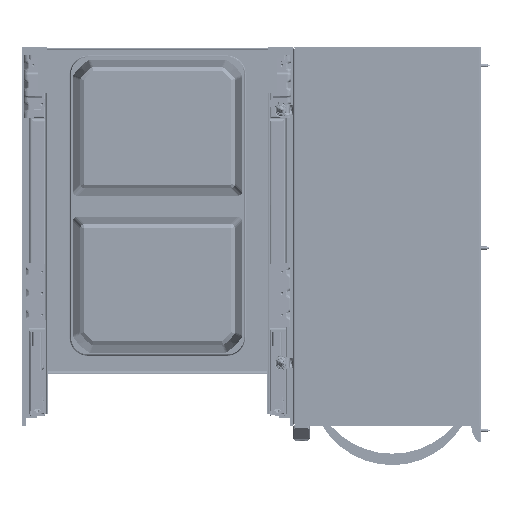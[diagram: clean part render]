
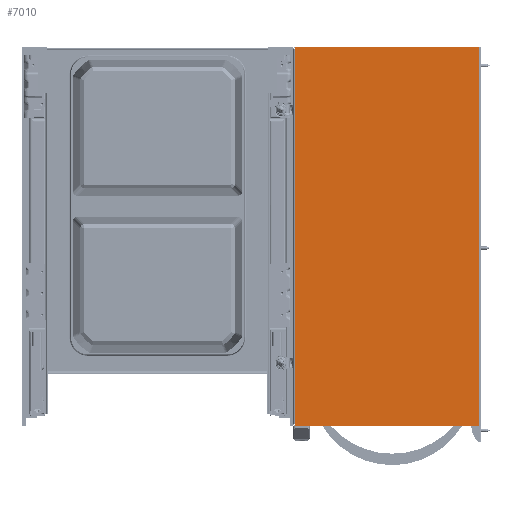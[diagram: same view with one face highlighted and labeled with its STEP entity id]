
A CAD part, front view. The second image highlights one B-rep face of the part: STEP entity #7010.
In plain terms, the highlighted planar face has unit normal (0, -1, 0).
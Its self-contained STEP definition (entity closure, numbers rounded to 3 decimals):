
#7010=ADVANCED_FACE('288',(#19459),#19460,.F.);
#9526=EDGE_CURVE('23031',#22881,#22875,#22884,.T.);
#9530=EDGE_CURVE('23037',#22888,#22889,#22890,.T.);
#9532=EDGE_CURVE('23027',#22892,#22889,#22893,.T.);
#9534=EDGE_CURVE('23039',#22892,#22875,#22895,.T.);
#9536=EDGE_CURVE('23038',#22897,#22881,#22898,.T.);
#9538=EDGE_CURVE('20138',#22888,#22897,#22900,.T.);
#19459=FACE_OUTER_BOUND('',#41043,.T.);
#19460=PLANE('',#41044);
#22875=VERTEX_POINT('',#45979);
#22881=VERTEX_POINT('',#45988);
#22884=CIRCLE('',#45993,2.0);
#22888=VERTEX_POINT('',#45999);
#22889=VERTEX_POINT('',#46000);
#22890=LINE('',#46001,#46002);
#22892=VERTEX_POINT('',#46005);
#22893=CIRCLE('',#46006,2.0);
#22895=LINE('',#46009,#46010);
#22897=VERTEX_POINT('',#46013);
#22898=LINE('',#46014,#46015);
#22900=LINE('',#46018,#46019);
#41043=EDGE_LOOP('',(#92625,#92626,#92627,#92628,#92629,#92630));
#41044=AXIS2_PLACEMENT_3D('',#92631,#92632,#92633);
#45979=CARTESIAN_POINT('',(-623.6,-307.2,-463.0));
#45988=CARTESIAN_POINT('',(-621.6,-307.2,-465.0));
#45993=AXIS2_PLACEMENT_3D('',#96345,#96346,#96347);
#45999=CARTESIAN_POINT('',(-397.8,-307.2,-1.0));
#46000=CARTESIAN_POINT('',(-621.6,-307.2,-1.0));
#46001=CARTESIAN_POINT('',(-397.8,-307.2,-1.0));
#46002=VECTOR('',#96351,223.8);
#46005=CARTESIAN_POINT('',(-623.6,-307.2,-3.0));
#46006=AXIS2_PLACEMENT_3D('',#96352,#96353,#96354);
#46009=CARTESIAN_POINT('',(-623.6,-307.2,-3.0));
#46010=VECTOR('',#96355,460.0);
#46013=CARTESIAN_POINT('',(-397.8,-307.2,-465.0));
#46014=CARTESIAN_POINT('',(-397.8,-307.2,-465.0));
#46015=VECTOR('',#96356,223.8);
#46018=CARTESIAN_POINT('',(-397.8,-307.2,-1.0));
#46019=VECTOR('',#96357,464.0);
#92625=ORIENTED_EDGE('',*,*,#9530,.T.);
#92626=ORIENTED_EDGE('',*,*,#9532,.F.);
#92627=ORIENTED_EDGE('',*,*,#9534,.T.);
#92628=ORIENTED_EDGE('',*,*,#9526,.F.);
#92629=ORIENTED_EDGE('',*,*,#9536,.F.);
#92630=ORIENTED_EDGE('',*,*,#9538,.F.);
#92631=CARTESIAN_POINT('',(-395.8,-307.2,-1.0));
#92632=DIRECTION('',(0.,1.0,0.0));
#92633=DIRECTION('',(0.0,0.0,-1.0));
#96345=CARTESIAN_POINT('',(-621.6,-307.2,-463.0));
#96346=DIRECTION('',(0.,1.0,0.0));
#96347=DIRECTION('',(0.0,0.0,-1.0));
#96351=DIRECTION('',(-1.0,0.,0.0));
#96352=CARTESIAN_POINT('',(-621.6,-307.2,-3.0));
#96353=DIRECTION('',(0.,1.0,-0.0));
#96354=DIRECTION('',(-1.0,0.,0.0));
#96355=DIRECTION('',(0.0,0.0,-1.0));
#96356=DIRECTION('',(-1.0,0.,0.0));
#96357=DIRECTION('',(0.0,0.0,-1.0));
